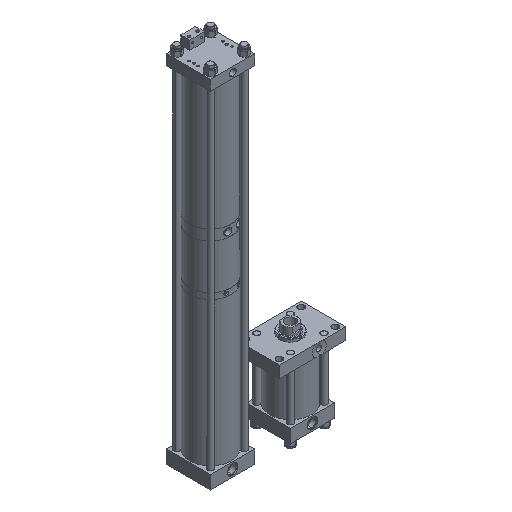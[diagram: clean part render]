
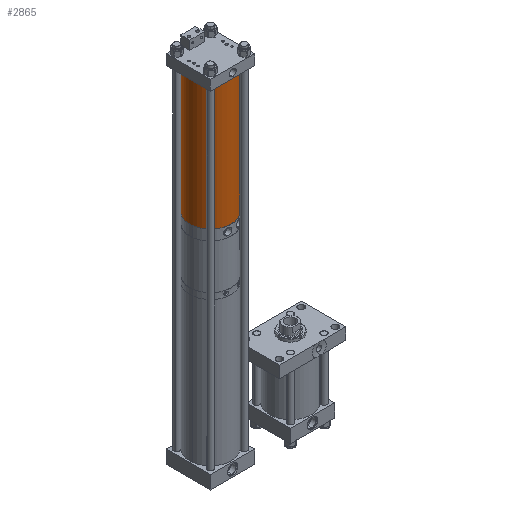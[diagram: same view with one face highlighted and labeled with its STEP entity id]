
A CAD part, isometric view. The second image highlights one B-rep face of the part: STEP entity #2865.
In plain terms, the highlighted cylindrical face has radius 88.9 mm (diameter 177.8 mm), a partial arc.
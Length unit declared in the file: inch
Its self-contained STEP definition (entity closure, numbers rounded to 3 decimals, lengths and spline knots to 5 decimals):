
#991 = VERTEX_POINT ( 'NONE', #6175 ) ;
#1765 = AXIS2_PLACEMENT_3D ( 'NONE', #15371, #14296, #10365 ) ;
#2784 = CYLINDRICAL_SURFACE ( 'NONE', #1765, 3.5 ) ;
#2865 = ADVANCED_FACE ( 'NONE', ( #4597 ), #2784, .T. ) ;
#3724 = DIRECTION ( 'NONE',  ( 0., 0., -1. ) ) ;
#4186 = EDGE_CURVE ( 'NONE', #991, #11334, #4785, .T. ) ;
#4597 = FACE_OUTER_BOUND ( 'NONE', #6481, .T. ) ;
#4599 = VECTOR ( 'NONE', #3724, 39.37008 ) ;
#4785 = LINE ( 'NONE', #15156, #4599 ) ;
#5624 = LINE ( 'NONE', #14127, #14410 ) ;
#6175 = CARTESIAN_POINT ( 'NONE',  ( -3.5, 0., 21.41 ) ) ;
#6461 = CIRCLE ( 'NONE', #14538, 3.5 ) ;
#6481 = EDGE_LOOP ( 'NONE', ( #10133, #13410, #9077, #15138 ) ) ;
#7123 = DIRECTION ( 'NONE',  ( 1., 0., 0. ) ) ;
#7186 = AXIS2_PLACEMENT_3D ( 'NONE', #13877, #11236, #12518 ) ;
#7636 = VERTEX_POINT ( 'NONE', #15694 ) ;
#9013 = EDGE_CURVE ( 'NONE', #991, #15673, #6461, .T. ) ;
#9077 = ORIENTED_EDGE ( 'NONE', *, *, #4186, .T. ) ;
#10133 = ORIENTED_EDGE ( 'NONE', *, *, #10561, .F. ) ;
#10365 = DIRECTION ( 'NONE',  ( -1., 0., 0. ) ) ;
#10561 = EDGE_CURVE ( 'NONE', #15673, #7636, #5624, .T. ) ;
#11099 = CIRCLE ( 'NONE', #7186, 3.5 ) ;
#11236 = DIRECTION ( 'NONE',  ( 0., 0., 1. ) ) ;
#11334 = VERTEX_POINT ( 'NONE', #13267 ) ;
#11874 = CARTESIAN_POINT ( 'NONE',  ( 3.5, 0., 21.41 ) ) ;
#12511 = CARTESIAN_POINT ( 'NONE',  ( 0., 0., 21.41 ) ) ;
#12518 = DIRECTION ( 'NONE',  ( 1., 0., 0. ) ) ;
#13267 = CARTESIAN_POINT ( 'NONE',  ( -3.5, 0., 0. ) ) ;
#13410 = ORIENTED_EDGE ( 'NONE', *, *, #9013, .F. ) ;
#13868 = DIRECTION ( 'NONE',  ( 0., 0., 1. ) ) ;
#13877 = CARTESIAN_POINT ( 'NONE',  ( 0., 0., 0. ) ) ;
#14127 = CARTESIAN_POINT ( 'NONE',  ( 3.5, 0., 21.41 ) ) ;
#14296 = DIRECTION ( 'NONE',  ( 0., 0., -1. ) ) ;
#14410 = VECTOR ( 'NONE', #15376, 39.37008 ) ;
#14538 = AXIS2_PLACEMENT_3D ( 'NONE', #12511, #13868, #7123 ) ;
#15138 = ORIENTED_EDGE ( 'NONE', *, *, #16003, .T. ) ;
#15156 = CARTESIAN_POINT ( 'NONE',  ( -3.5, 0., 21.41 ) ) ;
#15371 = CARTESIAN_POINT ( 'NONE',  ( 0., 0., 21.41 ) ) ;
#15376 = DIRECTION ( 'NONE',  ( 0., 0., -1. ) ) ;
#15673 = VERTEX_POINT ( 'NONE', #11874 ) ;
#15694 = CARTESIAN_POINT ( 'NONE',  ( 3.5, 0., 0. ) ) ;
#16003 = EDGE_CURVE ( 'NONE', #11334, #7636, #11099, .T. ) ;
